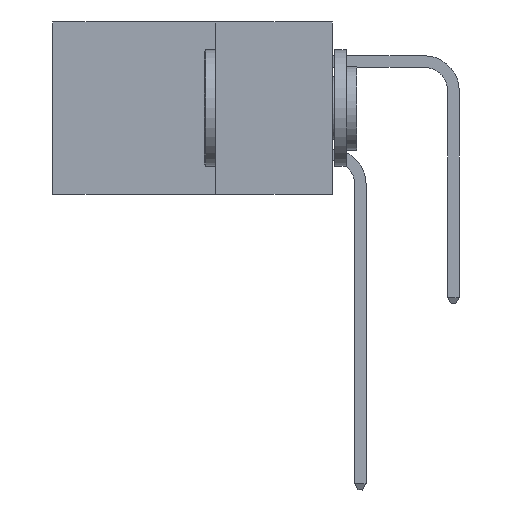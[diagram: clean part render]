
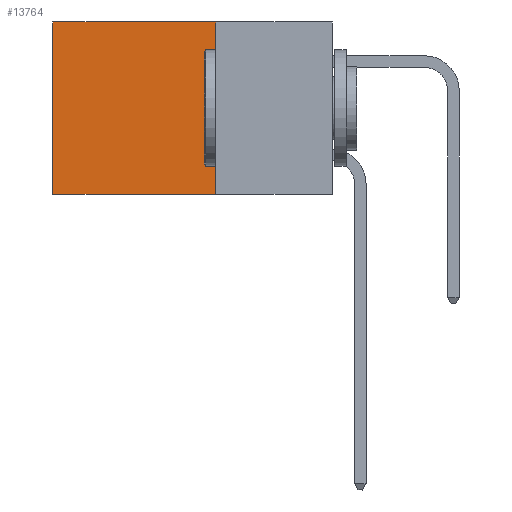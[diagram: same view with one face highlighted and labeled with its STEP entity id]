
A CAD part, left-side view. The second image highlights one B-rep face of the part: STEP entity #13764.
In plain terms, the highlighted planar face has unit normal (-1, 0, 0).
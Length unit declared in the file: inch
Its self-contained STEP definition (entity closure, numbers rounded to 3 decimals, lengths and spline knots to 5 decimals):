
#52 = EDGE_LOOP ( 'NONE', ( #17049, #5100, #19064, #17516 ) ) ;
#671 = EDGE_CURVE ( 'NONE', #11122, #1784, #16597, .T. ) ;
#1784 = VERTEX_POINT ( 'NONE', #15545 ) ;
#2019 = CARTESIAN_POINT ( 'NONE',  ( 0.298, 0.25, 0. ) ) ;
#2590 = LINE ( 'NONE', #10801, #6837 ) ;
#4293 = LINE ( 'NONE', #11995, #4597 ) ;
#4597 = VECTOR ( 'NONE', #19219, 39.37008 ) ;
#4614 = CARTESIAN_POINT ( 'NONE',  ( 0.298, 0.6, -0.37 ) ) ;
#5100 = ORIENTED_EDGE ( 'NONE', *, *, #22359, .F. ) ;
#5647 = DIRECTION ( 'NONE',  ( 0., 0., -1. ) ) ;
#6148 = CARTESIAN_POINT ( 'NONE',  ( 0.298, 0.6, 0. ) ) ;
#6684 = EDGE_CURVE ( 'NONE', #15718, #20633, #15861, .T. ) ;
#6837 = VECTOR ( 'NONE', #12377, 39.37008 ) ;
#7465 = PLANE ( 'NONE',  #22989 ) ;
#7911 = FACE_OUTER_BOUND ( 'NONE', #52, .T. ) ;
#10801 = CARTESIAN_POINT ( 'NONE',  ( 0.298, 0.25, -0.37 ) ) ;
#11122 = VERTEX_POINT ( 'NONE', #21726 ) ;
#11995 = CARTESIAN_POINT ( 'NONE',  ( 0.298, 0.25, 0. ) ) ;
#12377 = DIRECTION ( 'NONE',  ( 0., 1., 0. ) ) ;
#12561 = CARTESIAN_POINT ( 'NONE',  ( 0.298, 0.25, 0. ) ) ;
#12778 = DIRECTION ( 'NONE',  ( 0., 0., -1. ) ) ;
#12851 = EDGE_CURVE ( 'NONE', #11122, #15718, #4293, .T. ) ;
#13600 = VECTOR ( 'NONE', #22915, 39.37008 ) ;
#13764 = ADVANCED_FACE ( 'NONE', ( #7911 ), #7465, .F. ) ;
#13801 = CARTESIAN_POINT ( 'NONE',  ( 0.298, 0.6, 0. ) ) ;
#15545 = CARTESIAN_POINT ( 'NONE',  ( 0.298, 0.25, -0.37 ) ) ;
#15718 = VERTEX_POINT ( 'NONE', #6148 ) ;
#15861 = LINE ( 'NONE', #13801, #13600 ) ;
#16597 = LINE ( 'NONE', #2019, #20883 ) ;
#17049 = ORIENTED_EDGE ( 'NONE', *, *, #6684, .T. ) ;
#17516 = ORIENTED_EDGE ( 'NONE', *, *, #12851, .T. ) ;
#18055 = DIRECTION ( 'NONE',  ( 1., 0., 0. ) ) ;
#19064 = ORIENTED_EDGE ( 'NONE', *, *, #671, .F. ) ;
#19219 = DIRECTION ( 'NONE',  ( 0., 1., 0. ) ) ;
#20633 = VERTEX_POINT ( 'NONE', #4614 ) ;
#20883 = VECTOR ( 'NONE', #5647, 39.37008 ) ;
#21726 = CARTESIAN_POINT ( 'NONE',  ( 0.298, 0.25, 0. ) ) ;
#22359 = EDGE_CURVE ( 'NONE', #1784, #20633, #2590, .T. ) ;
#22915 = DIRECTION ( 'NONE',  ( 0., 0., -1. ) ) ;
#22989 = AXIS2_PLACEMENT_3D ( 'NONE', #12561, #18055, #12778 ) ;
